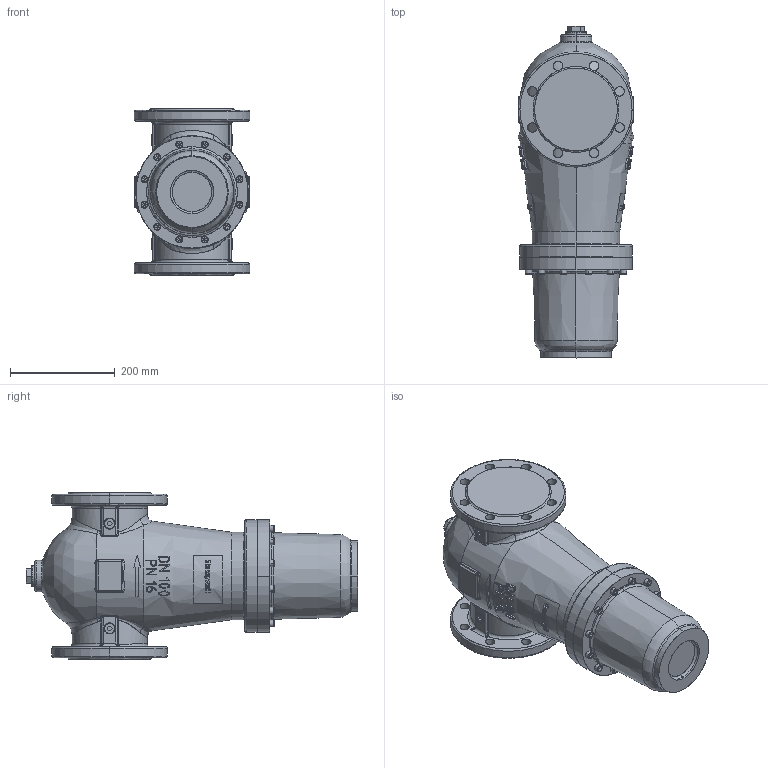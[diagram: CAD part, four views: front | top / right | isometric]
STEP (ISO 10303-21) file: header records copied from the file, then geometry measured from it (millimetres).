
FILE_DESCRIPTION (( 'STEP AP214' ), '1' );
FILE_NAME ('MB_3D_HON906_DN100_PN16.STEP', '2017-03-20T09:47:06', ( '' ), ( '' ), 'SwSTEP 2.0', 'SolidWorks 2015', '' );
FILE_SCHEMA (( 'AUTOMOTIVE_DESIGN' ));
Length unit declared in the file: millimetre
Products named in the file (1): MB_3D_HON906_DN100_PN16
Bounding box: 220 x 633.49 x 318 mm (x, y, z)
Surface area: 703024 mm2 (no closed solid volume)
Topology: 0 solids, 1360 shells, 1743 faces, 7209 edges, 6777 vertices
Faces by surface type: bspline 706, plane 550, cylinder 279, cone 208
Entity records: 154996 total; most frequent: CARTESIAN_POINT 104136, ORIENTED_EDGE 8077, DIRECTION 7867, EDGE_CURVE 7143, VERTEX_POINT 6777, B_SPLINE_CURVE_WITH_KNOTS 2834, VECTOR 2823, LINE 2823
